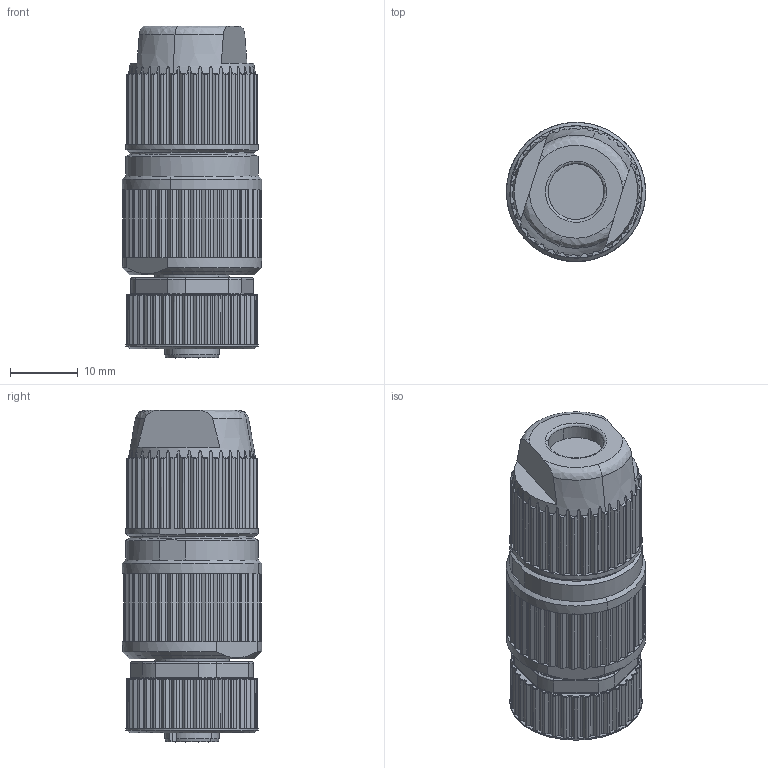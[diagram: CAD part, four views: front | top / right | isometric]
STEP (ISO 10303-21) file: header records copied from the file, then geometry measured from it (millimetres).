
FILE_DESCRIPTION(('CATIA V5 STEP Exchange','CAx-IF Rec.Pracs.--- Model Styling and Organization---1.4--- 2014-01-23'),'2;1');
FILE_NAME ('023909-1_0', '2021-01-11T12:20:37+00:00', ('none'), ('Weidmueller'), 'CATIA Version 5-6 Release 2016 SP3 HF44', 'CATIA V5 STEP AP214', 'none');
FILE_SCHEMA(('AUTOMOTIVE_DESIGN { 1 0 10303 214 1 1 1 1 }'));
Length unit declared in the file: millimetre
Products named in the file (1): 1852730000
Bounding box: 20.5 x 20.5 x 48.9 mm (x, y, z)
Volume: 12752.3 mm3; surface area: 5591.5 mm2
Topology: 3 solids, 3 shells, 834 faces, 2604 edges, 1786 vertices
Faces by surface type: cylinder 335, plane 283, bspline 145, cone 71
Entity records: 32135 total; most frequent: CARTESIAN_POINT 11839, ORIENTED_EDGE 5208, DIRECTION 2884, EDGE_CURVE 2604, VERTEX_POINT 1786, AXIS2_PLACEMENT_3D 1194, VECTOR 1005, LINE 1005
